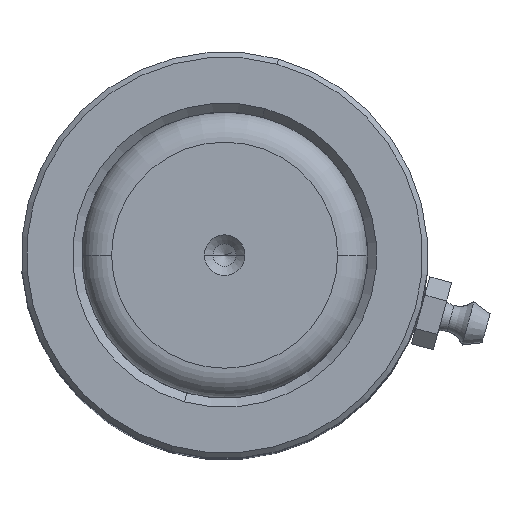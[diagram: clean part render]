
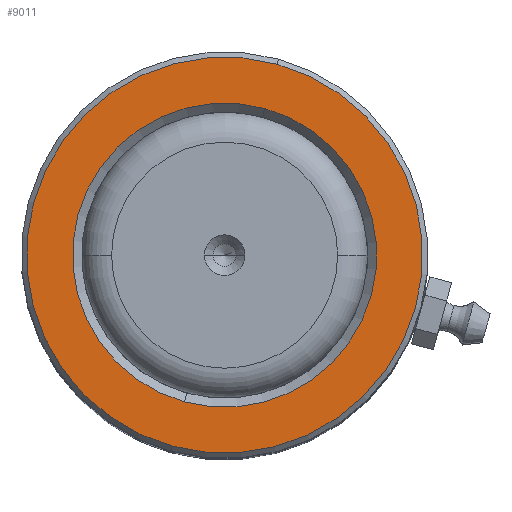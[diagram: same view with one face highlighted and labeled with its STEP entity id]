
A CAD part, top view. The second image highlights one B-rep face of the part: STEP entity #9011.
In plain terms, the highlighted planar face has unit normal (0, 0, 1).
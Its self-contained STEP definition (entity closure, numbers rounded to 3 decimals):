
#549 = PLANE ( 'NONE',  #3415 ) ;
#766 = DIRECTION ( 'NONE',  ( 0., 0., -1. ) ) ;
#951 = AXIS2_PLACEMENT_3D ( 'NONE', #3747, #766, #4437 ) ;
#1848 = DIRECTION ( 'NONE',  ( 0., 0., 1. ) ) ;
#1936 = DIRECTION ( 'NONE',  ( 1., 0., 0. ) ) ;
#1986 = DIRECTION ( 'NONE',  ( 0., 0., -1. ) ) ;
#2005 = DIRECTION ( 'NONE',  ( 0., 0., 1. ) ) ;
#2307 = CIRCLE ( 'NONE', #951, 20.2 ) ;
#2590 = CARTESIAN_POINT ( 'NONE',  ( 0., 0., 120. ) ) ;
#2625 = CARTESIAN_POINT ( 'NONE',  ( 0., 0., 120. ) ) ;
#2654 = ORIENTED_EDGE ( 'NONE', *, *, #9099, .T. ) ;
#2822 = AXIS2_PLACEMENT_3D ( 'NONE', #8507, #1986, #9247 ) ;
#3389 = FACE_BOUND ( 'NONE', #5139, .T. ) ;
#3415 = AXIS2_PLACEMENT_3D ( 'NONE', #2590, #2005, #1936 ) ;
#3747 = CARTESIAN_POINT ( 'NONE',  ( 0., 0., 120. ) ) ;
#3899 = EDGE_LOOP ( 'NONE', ( #5484, #2654 ) ) ;
#4170 = VERTEX_POINT ( 'NONE', #8819 ) ;
#4183 = VERTEX_POINT ( 'NONE', #8066 ) ;
#4437 = DIRECTION ( 'NONE',  ( 1., 0., 0. ) ) ;
#4593 = AXIS2_PLACEMENT_3D ( 'NONE', #7539, #1848, #8272 ) ;
#4637 = CIRCLE ( 'NONE', #2822, 20.2 ) ;
#4742 = VERTEX_POINT ( 'NONE', #5955 ) ;
#4761 = EDGE_CURVE ( 'NONE', #4742, #4183, #5350, .T. ) ;
#4771 = DIRECTION ( 'NONE',  ( 1., 0., 0. ) ) ;
#5139 = EDGE_LOOP ( 'NONE', ( #5507, #7612 ) ) ;
#5344 = AXIS2_PLACEMENT_3D ( 'NONE', #2625, #7630, #4771 ) ;
#5350 = CIRCLE ( 'NONE', #4593, 26.3 ) ;
#5484 = ORIENTED_EDGE ( 'NONE', *, *, #4761, .T. ) ;
#5507 = ORIENTED_EDGE ( 'NONE', *, *, #8449, .T. ) ;
#5955 = CARTESIAN_POINT ( 'NONE',  ( -26.3, 0., 120. ) ) ;
#6627 = CARTESIAN_POINT ( 'NONE',  ( -20.2, 0., 120. ) ) ;
#7096 = FACE_OUTER_BOUND ( 'NONE', #3899, .T. ) ;
#7312 = EDGE_CURVE ( 'NONE', #7956, #4170, #2307, .T. ) ;
#7539 = CARTESIAN_POINT ( 'NONE',  ( 0., 0., 120. ) ) ;
#7612 = ORIENTED_EDGE ( 'NONE', *, *, #7312, .T. ) ;
#7630 = DIRECTION ( 'NONE',  ( 0., 0., 1. ) ) ;
#7956 = VERTEX_POINT ( 'NONE', #6627 ) ;
#8066 = CARTESIAN_POINT ( 'NONE',  ( 26.3, 0., 120. ) ) ;
#8121 = CIRCLE ( 'NONE', #5344, 26.3 ) ;
#8272 = DIRECTION ( 'NONE',  ( 1., 0., 0. ) ) ;
#8449 = EDGE_CURVE ( 'NONE', #4170, #7956, #4637, .T. ) ;
#8507 = CARTESIAN_POINT ( 'NONE',  ( 0., 0., 120. ) ) ;
#8819 = CARTESIAN_POINT ( 'NONE',  ( 20.2, 0., 120. ) ) ;
#9011 = ADVANCED_FACE ( 'NONE', ( #7096, #3389 ), #549, .T. ) ;
#9099 = EDGE_CURVE ( 'NONE', #4183, #4742, #8121, .T. ) ;
#9247 = DIRECTION ( 'NONE',  ( 1., 0., 0. ) ) ;
